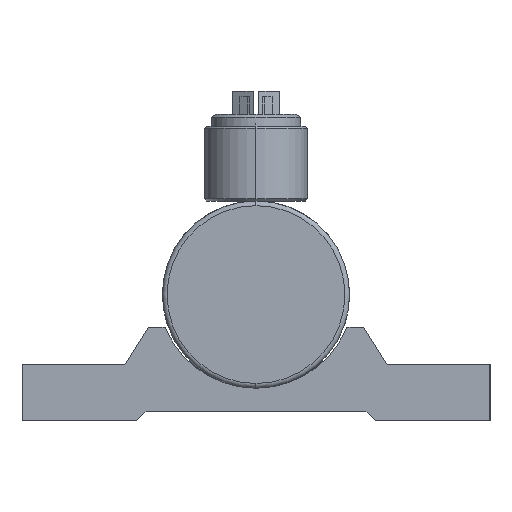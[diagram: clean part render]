
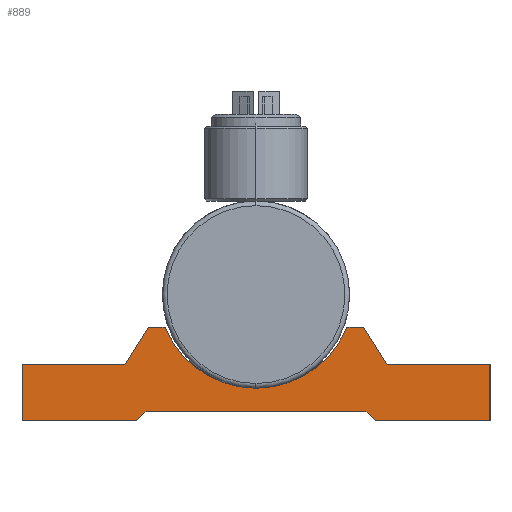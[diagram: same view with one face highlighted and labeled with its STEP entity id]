
A CAD part, left-side view. The second image highlights one B-rep face of the part: STEP entity #889.
In plain terms, the highlighted planar face has unit normal (-1, 0, 0).
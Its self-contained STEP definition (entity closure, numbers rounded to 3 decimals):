
#78 = ORIENTED_EDGE ( 'NONE', *, *, #110, .F. ) ;
#110 = EDGE_CURVE ( 'NONE', #3227, #202, #8340, .T. ) ;
#202 = VERTEX_POINT ( 'NONE', #10141 ) ;
#339 = DIRECTION ( 'NONE',  ( 0., 0.707, -0.707 ) ) ;
#451 = VECTOR ( 'NONE', #339, 1000. ) ;
#510 = CARTESIAN_POINT ( 'NONE',  ( -15., -23., -7. ) ) ;
#769 = VERTEX_POINT ( 'NONE', #3987 ) ;
#889 = ADVANCED_FACE ( 'NONE', ( #11036 ), #4237, .F. ) ;
#948 = ORIENTED_EDGE ( 'NONE', *, *, #7101, .F. ) ;
#965 = EDGE_CURVE ( 'NONE', #9177, #3997, #1860, .T. ) ;
#1366 = CARTESIAN_POINT ( 'NONE',  ( -15., -23.5, -25. ) ) ;
#1398 = VECTOR ( 'NONE', #4325, 1000. ) ;
#1439 = LINE ( 'NONE', #5310, #2938 ) ;
#1537 = CARTESIAN_POINT ( 'NONE',  ( -15., -50., -27. ) ) ;
#1548 = DIRECTION ( 'NONE',  ( 1., 0., 0. ) ) ;
#1860 = LINE ( 'NONE', #8400, #5137 ) ;
#1908 = ORIENTED_EDGE ( 'NONE', *, *, #9011, .F. ) ;
#2008 = CARTESIAN_POINT ( 'NONE',  ( -15., 25.5, -27. ) ) ;
#2037 = ORIENTED_EDGE ( 'NONE', *, *, #3597, .F. ) ;
#2128 = LINE ( 'NONE', #3195, #2980 ) ;
#2135 = CARTESIAN_POINT ( 'NONE',  ( -15., -25.5, -27. ) ) ;
#2732 = VECTOR ( 'NONE', #10993, 1000. ) ;
#2844 = AXIS2_PLACEMENT_3D ( 'NONE', #8740, #5900, #9889 ) ;
#2906 = ORIENTED_EDGE ( 'NONE', *, *, #3206, .F. ) ;
#2933 = DIRECTION ( 'NONE',  ( 0., 0., -1. ) ) ;
#2938 = VECTOR ( 'NONE', #7202, 1000. ) ;
#2952 = CARTESIAN_POINT ( 'NONE',  ( -15., -23.5, -25. ) ) ;
#2980 = VECTOR ( 'NONE', #9957, 1000. ) ;
#3066 = DIRECTION ( 'NONE',  ( 0., -1., 0. ) ) ;
#3117 = EDGE_CURVE ( 'NONE', #9423, #11797, #7018, .T. ) ;
#3195 = CARTESIAN_POINT ( 'NONE',  ( -15., 28., -15. ) ) ;
#3206 = EDGE_CURVE ( 'NONE', #11797, #9621, #1439, .T. ) ;
#3227 = VERTEX_POINT ( 'NONE', #10467 ) ;
#3476 = ORIENTED_EDGE ( 'NONE', *, *, #10812, .F. ) ;
#3597 = EDGE_CURVE ( 'NONE', #11749, #12076, #7912, .T. ) ;
#3987 = CARTESIAN_POINT ( 'NONE',  ( -15., 23.5, -25. ) ) ;
#3997 = VERTEX_POINT ( 'NONE', #11686 ) ;
#4143 = VECTOR ( 'NONE', #3066, 1000. ) ;
#4237 = PLANE ( 'NONE',  #7947 ) ;
#4260 = CARTESIAN_POINT ( 'NONE',  ( -15., 50., -27. ) ) ;
#4325 = DIRECTION ( 'NONE',  ( 0., -0.53, 0.848 ) ) ;
#4429 = LINE ( 'NONE', #4260, #5873 ) ;
#4588 = ORIENTED_EDGE ( 'NONE', *, *, #9701, .F. ) ;
#4887 = VECTOR ( 'NONE', #10077, 1000. ) ;
#4906 = CARTESIAN_POINT ( 'NONE',  ( -15., -28., -15. ) ) ;
#5137 = VECTOR ( 'NONE', #2933, 1000. ) ;
#5310 = CARTESIAN_POINT ( 'NONE',  ( -15., -23., -7. ) ) ;
#5452 = CARTESIAN_POINT ( 'NONE',  ( -15., 25.5, -27. ) ) ;
#5489 = CARTESIAN_POINT ( 'NONE',  ( -15., -25.5, -27. ) ) ;
#5506 = CARTESIAN_POINT ( 'NONE',  ( -15., 50., -15. ) ) ;
#5873 = VECTOR ( 'NONE', #10068, 1000. ) ;
#5900 = DIRECTION ( 'NONE',  ( -1., 0., 0. ) ) ;
#6188 = CARTESIAN_POINT ( 'NONE',  ( -15., 19.416, -7. ) ) ;
#6386 = ORIENTED_EDGE ( 'NONE', *, *, #8609, .F. ) ;
#6506 = CARTESIAN_POINT ( 'NONE',  ( -15., 23., -7. ) ) ;
#6699 = EDGE_CURVE ( 'NONE', #769, #10000, #8938, .T. ) ;
#6730 = LINE ( 'NONE', #4906, #11993 ) ;
#7018 = LINE ( 'NONE', #9814, #4143 ) ;
#7097 = DIRECTION ( 'NONE',  ( 0., 0.707, 0.707 ) ) ;
#7099 = VECTOR ( 'NONE', #10220, 1000. ) ;
#7101 = EDGE_CURVE ( 'NONE', #10275, #9423, #8254, .T. ) ;
#7153 = VERTEX_POINT ( 'NONE', #11016 ) ;
#7202 = DIRECTION ( 'NONE',  ( 0., -0.53, -0.848 ) ) ;
#7493 = ORIENTED_EDGE ( 'NONE', *, *, #9487, .F. ) ;
#7696 = DIRECTION ( 'NONE',  ( 0., -1., 0. ) ) ;
#7912 = LINE ( 'NONE', #2135, #9361 ) ;
#7947 = AXIS2_PLACEMENT_3D ( 'NONE', #11985, #1548, #10981 ) ;
#8121 = LINE ( 'NONE', #1537, #7099 ) ;
#8254 = CIRCLE ( 'NONE', #2844, 21. ) ;
#8340 = LINE ( 'NONE', #5506, #4887 ) ;
#8400 = CARTESIAN_POINT ( 'NONE',  ( -15., -50., -15. ) ) ;
#8439 = CARTESIAN_POINT ( 'NONE',  ( -15., 28., -15. ) ) ;
#8457 = VECTOR ( 'NONE', #7696, 1000. ) ;
#8512 = ORIENTED_EDGE ( 'NONE', *, *, #6699, .F. ) ;
#8584 = CARTESIAN_POINT ( 'NONE',  ( -15., 19.416, -7. ) ) ;
#8609 = EDGE_CURVE ( 'NONE', #10000, #3227, #4429, .T. ) ;
#8740 = CARTESIAN_POINT ( 'NONE',  ( -15., 0., 1. ) ) ;
#8767 = EDGE_LOOP ( 'NONE', ( #8512, #11965, #2037, #1908, #10583, #4588, #2906, #10635, #948, #7493, #9590, #3476, #78, #6386 ) ) ;
#8938 = LINE ( 'NONE', #2008, #451 ) ;
#9011 = EDGE_CURVE ( 'NONE', #3997, #11749, #8121, .T. ) ;
#9177 = VERTEX_POINT ( 'NONE', #11974 ) ;
#9285 = LINE ( 'NONE', #6506, #1398 ) ;
#9361 = VECTOR ( 'NONE', #7097, 1000. ) ;
#9423 = VERTEX_POINT ( 'NONE', #11419 ) ;
#9487 = EDGE_CURVE ( 'NONE', #7153, #10275, #10542, .T. ) ;
#9590 = ORIENTED_EDGE ( 'NONE', *, *, #10978, .F. ) ;
#9603 = VERTEX_POINT ( 'NONE', #8439 ) ;
#9621 = VERTEX_POINT ( 'NONE', #11154 ) ;
#9640 = DIRECTION ( 'NONE',  ( 0., -1., 0. ) ) ;
#9701 = EDGE_CURVE ( 'NONE', #9621, #9177, #6730, .T. ) ;
#9814 = CARTESIAN_POINT ( 'NONE',  ( -15., -19.416, -7. ) ) ;
#9889 = DIRECTION ( 'NONE',  ( 0., 0., -1. ) ) ;
#9957 = DIRECTION ( 'NONE',  ( 0., -1., 0. ) ) ;
#10000 = VERTEX_POINT ( 'NONE', #5452 ) ;
#10068 = DIRECTION ( 'NONE',  ( 0., 1., 0. ) ) ;
#10077 = DIRECTION ( 'NONE',  ( 0., 0., 1. ) ) ;
#10141 = CARTESIAN_POINT ( 'NONE',  ( -15., 50., -15. ) ) ;
#10220 = DIRECTION ( 'NONE',  ( 0., 1., 0. ) ) ;
#10275 = VERTEX_POINT ( 'NONE', #6188 ) ;
#10467 = CARTESIAN_POINT ( 'NONE',  ( -15., 50., -27. ) ) ;
#10542 = LINE ( 'NONE', #8584, #8457 ) ;
#10583 = ORIENTED_EDGE ( 'NONE', *, *, #965, .F. ) ;
#10635 = ORIENTED_EDGE ( 'NONE', *, *, #3117, .F. ) ;
#10812 = EDGE_CURVE ( 'NONE', #202, #9603, #2128, .T. ) ;
#10978 = EDGE_CURVE ( 'NONE', #9603, #7153, #9285, .T. ) ;
#10981 = DIRECTION ( 'NONE',  ( 0., 0., -1. ) ) ;
#10993 = DIRECTION ( 'NONE',  ( 0., 1., 0. ) ) ;
#11016 = CARTESIAN_POINT ( 'NONE',  ( -15., 23., -7. ) ) ;
#11036 = FACE_OUTER_BOUND ( 'NONE', #8767, .T. ) ;
#11154 = CARTESIAN_POINT ( 'NONE',  ( -15., -28., -15. ) ) ;
#11419 = CARTESIAN_POINT ( 'NONE',  ( -15., -19.416, -7. ) ) ;
#11567 = LINE ( 'NONE', #2952, #2732 ) ;
#11578 = EDGE_CURVE ( 'NONE', #12076, #769, #11567, .T. ) ;
#11686 = CARTESIAN_POINT ( 'NONE',  ( -15., -50., -27. ) ) ;
#11749 = VERTEX_POINT ( 'NONE', #5489 ) ;
#11797 = VERTEX_POINT ( 'NONE', #510 ) ;
#11965 = ORIENTED_EDGE ( 'NONE', *, *, #11578, .F. ) ;
#11974 = CARTESIAN_POINT ( 'NONE',  ( -15., -50., -15. ) ) ;
#11985 = CARTESIAN_POINT ( 'NONE',  ( -15., 0., 1. ) ) ;
#11993 = VECTOR ( 'NONE', #9640, 1000. ) ;
#12076 = VERTEX_POINT ( 'NONE', #1366 ) ;
